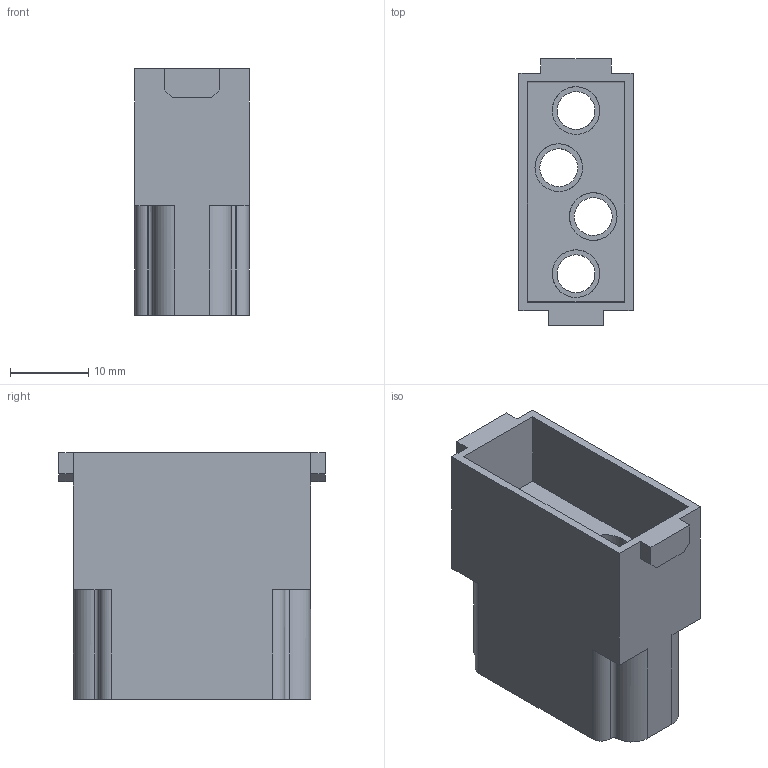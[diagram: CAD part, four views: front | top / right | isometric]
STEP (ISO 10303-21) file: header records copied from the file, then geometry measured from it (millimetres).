
FILE_DESCRIPTION(('CATIA V5 STEP Exchange','CAx-IF Rec.Pracs.--- Model Styling and Organization---1.4--- 2014-01-23'),'2;1');
FILE_NAME ('1255391-1_1', '2021-01-27T05:52:42+00:00', ('none'), ('Weidmueller'), 'CATIA Version 5-6 Release 2016 SP3 HF44', 'CATIA V5 STEP AP214', 'none');
FILE_SCHEMA(('AUTOMOTIVE_DESIGN { 1 0 10303 214 1 1 1 1 }'));
Length unit declared in the file: millimetre
Products named in the file (1): 2748540000
Bounding box: 14.6 x 34.1 x 31.5 mm (x, y, z)
Volume: 4880.4 mm3; surface area: 6010.4 mm2
Topology: 1 solids, 1 shells, 114 faces, 314 edges, 212 vertices
Faces by surface type: plane 58, cylinder 40, cone 16
Entity records: 4331 total; most frequent: CARTESIAN_POINT 1541, ORIENTED_EDGE 628, DIRECTION 458, EDGE_CURVE 314, VERTEX_POINT 212, VECTOR 194, LINE 194, AXIS2_PLACEMENT_3D 160
